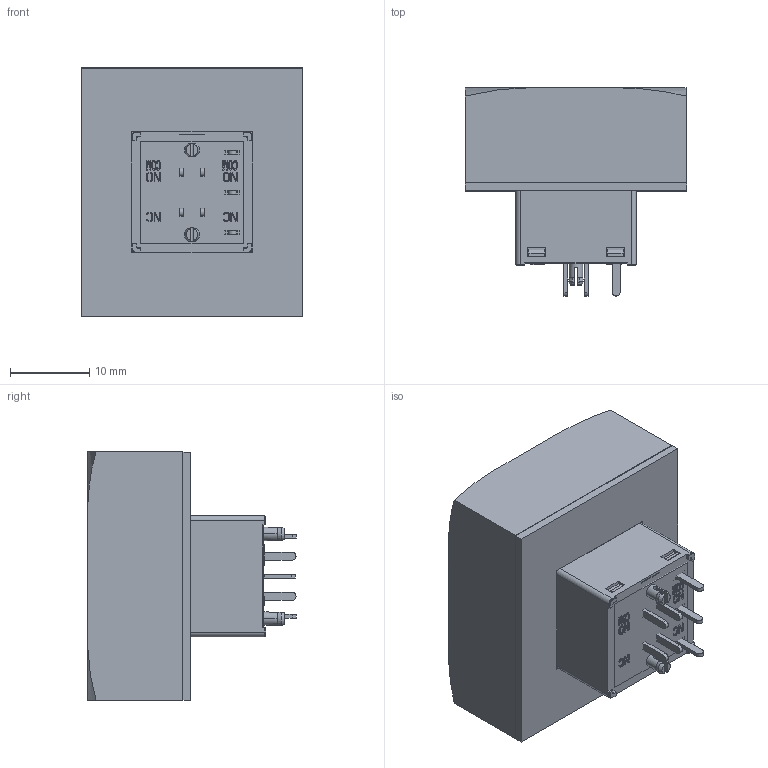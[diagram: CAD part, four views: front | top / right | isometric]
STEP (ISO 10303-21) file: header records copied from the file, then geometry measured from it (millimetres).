
FILE_DESCRIPTION(/* description */ (''),/* implementation_level */ '2;1');
FILE_NAME(/* name */ 'PLB-N1PRGB-GTW-AI v2.step',/* time_stamp */ '2024-10-27T21:44:06+01:00',/* author */ (''),/* organization */ (''),/* preprocessor_version */ 'ST-DEVELOPER v20',/* originating_system */ 'Autodesk Translation Framework v13.20.0.188',/* authorisation */ '');
FILE_SCHEMA (('AUTOMOTIVE_DESIGN { 1 0 10303 214 3 1 1 }'));
Length unit declared in the file: millimetre
Products named in the file (2): PLB-N1PRGB-GTW-AI; PLB-N1PRGB-CTW-AI
Assembly tree (1 placements, depth 2):
  PLB-N1PRGB-GTW-AI
    PLB-N1PRGB-CTW-AI
Bounding box: 28 x 26.3 x 31.46 mm (x, y, z)
Volume: 18763.6 mm3; surface area: 7962.2 mm2
Topology: 2 solids, 716 shells, 743 faces, 4035 edges, 4011 vertices
Faces by surface type: plane 643, cylinder 56, bspline 32, cone 8, torus 4
Entity records: 43749 total; most frequent: CARTESIAN_POINT 12002, DIRECTION 5706, ORIENTED_EDGE 4104, EDGE_CURVE 4034, VERTEX_POINT 4011, LINE 3572, VECTOR 3572, AXIS2_PLACEMENT_3D 1067
